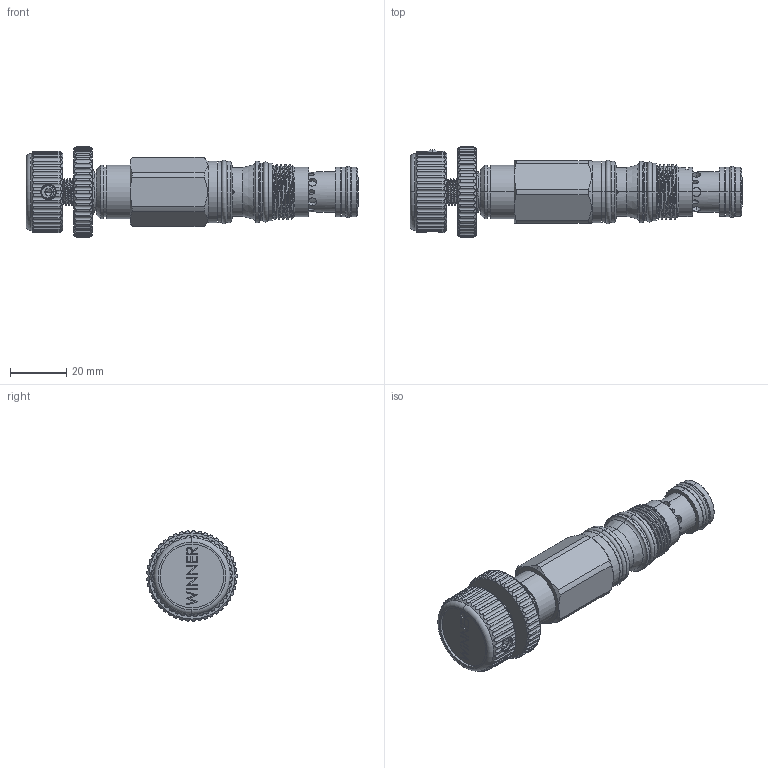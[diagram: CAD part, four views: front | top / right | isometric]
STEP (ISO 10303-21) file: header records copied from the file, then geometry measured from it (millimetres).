
FILE_DESCRIPTION (( 'STEP AP203' ), '1' );
FILE_NAME ('SC11A30-K.STEP', '2020-03-25T02:48:24', ( '' ), ( '' ), 'SwSTEP 2.0', 'SolidWorks 2018', '' );
FILE_SCHEMA (( 'CONFIG_CONTROL_DESIGN' ));
Products named in the file (1): SC11A30-K
Bounding box: 118.03 x 32.18 x 32.2 mm (x, y, z)
Volume: 41018.7 mm3; surface area: 18610 mm2
Topology: 9 solids, 9 shells, 955 faces, 2601 edges, 1659 vertices
Faces by surface type: cylinder 483, plane 224, cone 97, torus 88, bspline 60, sphere 3
Entity records: 63658 total; most frequent: CARTESIAN_POINT 41233, ORIENTED_EDGE 5144, DIRECTION 4148, EDGE_CURVE 2572, VERTEX_POINT 1655, AXIS2_PLACEMENT_3D 1625, EDGE_LOOP 1019, ADVANCED_FACE 955
